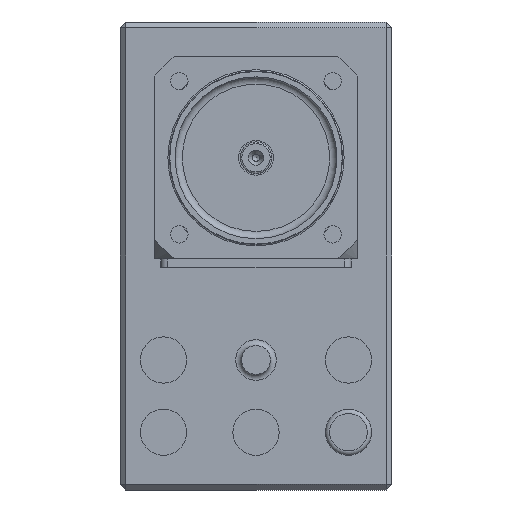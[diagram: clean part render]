
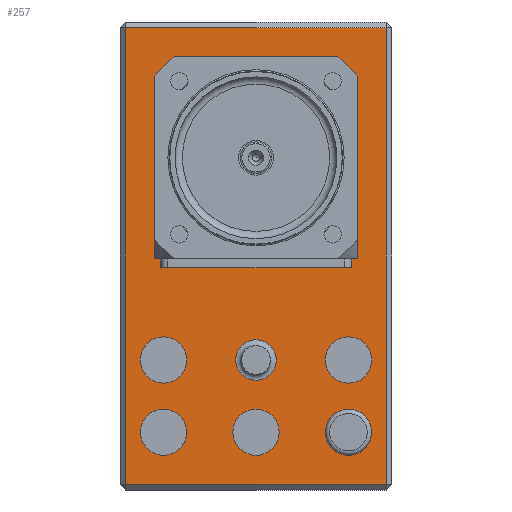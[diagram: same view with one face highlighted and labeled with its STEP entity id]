
A CAD part, front view. The second image highlights one B-rep face of the part: STEP entity #257.
In plain terms, the highlighted face is planar.
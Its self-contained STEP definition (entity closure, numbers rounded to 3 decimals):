
#257=ADVANCED_FACE('',(#544,#433,#545,#546,#547,#548,#549,#550),#337,.T.);
#337=PLANE('',#2264);
#433=FACE_OUTER_BOUND('',#716,.T.);
#544=FACE_BOUND('',#715,.T.);
#545=FACE_BOUND('',#717,.T.);
#546=FACE_BOUND('',#718,.T.);
#547=FACE_BOUND('',#719,.T.);
#548=FACE_BOUND('',#720,.T.);
#549=FACE_BOUND('',#721,.T.);
#550=FACE_BOUND('',#722,.T.);
#715=EDGE_LOOP('',(#1425));
#716=EDGE_LOOP('',(#1426,#1427,#1428,#1429));
#717=EDGE_LOOP('',(#1430));
#718=EDGE_LOOP('',(#1431));
#719=EDGE_LOOP('',(#1432));
#720=EDGE_LOOP('',(#1433));
#721=EDGE_LOOP('',(#1434));
#722=EDGE_LOOP('',(#1435));
#873=LINE('',#3439,#1003);
#874=LINE('',#3442,#1004);
#875=LINE('',#3444,#1005);
#876=LINE('',#3446,#1006);
#1003=VECTOR('',#2801,1.);
#1004=VECTOR('',#2802,1.);
#1005=VECTOR('',#2803,1.);
#1006=VECTOR('',#2804,1.);
#1425=ORIENTED_EDGE('',*,*,#1922,.T.);
#1426=ORIENTED_EDGE('',*,*,#1923,.T.);
#1427=ORIENTED_EDGE('',*,*,#1924,.T.);
#1428=ORIENTED_EDGE('',*,*,#1925,.T.);
#1429=ORIENTED_EDGE('',*,*,#1926,.T.);
#1430=ORIENTED_EDGE('',*,*,#1927,.F.);
#1431=ORIENTED_EDGE('',*,*,#1928,.T.);
#1432=ORIENTED_EDGE('',*,*,#1929,.T.);
#1433=ORIENTED_EDGE('',*,*,#1930,.T.);
#1434=ORIENTED_EDGE('',*,*,#1931,.T.);
#1435=ORIENTED_EDGE('',*,*,#1932,.F.);
#1688=VERTEX_POINT('',#3438);
#1689=VERTEX_POINT('',#3440);
#1690=VERTEX_POINT('',#3441);
#1691=VERTEX_POINT('',#3443);
#1692=VERTEX_POINT('',#3445);
#1693=VERTEX_POINT('',#3448);
#1694=VERTEX_POINT('',#3450);
#1695=VERTEX_POINT('',#3452);
#1696=VERTEX_POINT('',#3454);
#1697=VERTEX_POINT('',#3456);
#1698=VERTEX_POINT('',#3458);
#1922=EDGE_CURVE('',#1688,#1688,#2052,.T.);
#1923=EDGE_CURVE('',#1689,#1690,#873,.T.);
#1924=EDGE_CURVE('',#1690,#1691,#874,.T.);
#1925=EDGE_CURVE('',#1691,#1692,#875,.T.);
#1926=EDGE_CURVE('',#1692,#1689,#876,.T.);
#1927=EDGE_CURVE('',#1693,#1693,#2053,.T.);
#1928=EDGE_CURVE('',#1694,#1694,#2054,.T.);
#1929=EDGE_CURVE('',#1695,#1695,#2055,.T.);
#1930=EDGE_CURVE('',#1696,#1696,#2056,.T.);
#1931=EDGE_CURVE('',#1697,#1697,#2057,.T.);
#1932=EDGE_CURVE('',#1698,#1698,#2058,.T.);
#2052=CIRCLE('',#2257,7.);
#2053=CIRCLE('',#2258,8.);
#2054=CIRCLE('',#2259,8.);
#2055=CIRCLE('',#2260,8.);
#2056=CIRCLE('',#2261,8.);
#2057=CIRCLE('',#2262,8.);
#2058=CIRCLE('',#2263,24.);
#2257=AXIS2_PLACEMENT_3D('',#3437,#2799,#2800);
#2258=AXIS2_PLACEMENT_3D('',#3447,#2805,#2806);
#2259=AXIS2_PLACEMENT_3D('',#3449,#2807,#2808);
#2260=AXIS2_PLACEMENT_3D('',#3451,#2809,#2810);
#2261=AXIS2_PLACEMENT_3D('',#3453,#2811,#2812);
#2262=AXIS2_PLACEMENT_3D('',#3455,#2813,#2814);
#2263=AXIS2_PLACEMENT_3D('',#3457,#2815,#2816);
#2264=AXIS2_PLACEMENT_3D('',#3459,#2817,#2818);
#2799=DIRECTION('',(0.,0.,1.));
#2800=DIRECTION('',(-1.,0.,0.));
#2801=DIRECTION('',(1.,0.,0.));
#2802=DIRECTION('',(0.,-1.,0.));
#2803=DIRECTION('',(-1.,0.,0.));
#2804=DIRECTION('',(0.,1.,0.));
#2805=DIRECTION('',(0.,0.,-1.));
#2806=DIRECTION('',(-1.,0.,0.));
#2807=DIRECTION('',(0.,0.,1.));
#2808=DIRECTION('',(1.,0.,0.));
#2809=DIRECTION('',(0.,0.,1.));
#2810=DIRECTION('',(1.,0.,0.));
#2811=DIRECTION('',(0.,0.,1.));
#2812=DIRECTION('',(1.,0.,0.));
#2813=DIRECTION('',(0.,0.,1.));
#2814=DIRECTION('',(1.,0.,0.));
#2815=DIRECTION('',(0.,0.,-1.));
#2816=DIRECTION('',(-1.,0.,0.));
#2817=DIRECTION('',(0.,0.,-1.));
#2818=DIRECTION('',(-1.,0.,0.));
#3437=CARTESIAN_POINT('',(45.,47.,0.));
#3438=CARTESIAN_POINT('',(38.,47.,0.));
#3439=CARTESIAN_POINT('',(81.,92.,0.));
#3440=CARTESIAN_POINT('',(2.,92.,0.));
#3441=CARTESIAN_POINT('',(160.,92.,0.));
#3442=CARTESIAN_POINT('',(160.,47.,0.));
#3443=CARTESIAN_POINT('',(160.,2.,0.));
#3444=CARTESIAN_POINT('',(81.,2.,0.));
#3445=CARTESIAN_POINT('',(2.,2.,0.));
#3446=CARTESIAN_POINT('',(2.,47.,0.));
#3447=CARTESIAN_POINT('',(20.,79.,0.));
#3448=CARTESIAN_POINT('',(12.,79.,0.));
#3449=CARTESIAN_POINT('',(20.,47.,0.));
#3450=CARTESIAN_POINT('',(28.,47.,0.));
#3451=CARTESIAN_POINT('',(20.,15.,0.));
#3452=CARTESIAN_POINT('',(28.,15.,0.));
#3453=CARTESIAN_POINT('',(45.,79.,0.));
#3454=CARTESIAN_POINT('',(53.,79.,0.));
#3455=CARTESIAN_POINT('',(45.,15.,0.));
#3456=CARTESIAN_POINT('',(53.,15.,0.));
#3457=CARTESIAN_POINT('',(115.,47.,0.));
#3458=CARTESIAN_POINT('',(91.,47.,0.));
#3459=CARTESIAN_POINT('',(81.,47.,0.));
